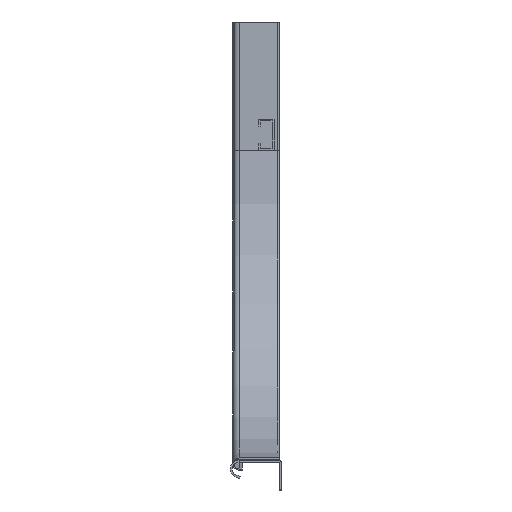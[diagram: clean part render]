
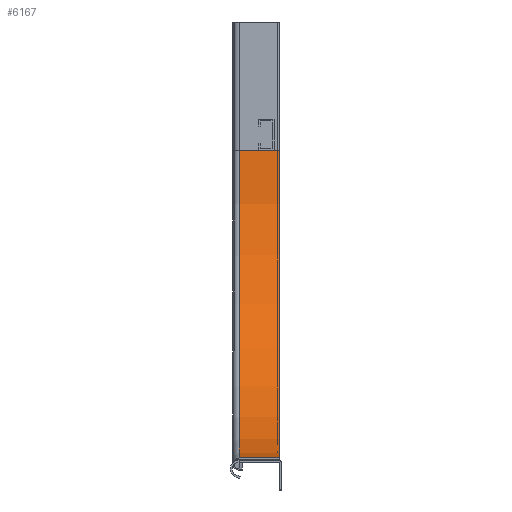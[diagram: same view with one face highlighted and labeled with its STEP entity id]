
A CAD part, left-side view. The second image highlights one B-rep face of the part: STEP entity #6167.
In plain terms, the highlighted cylindrical face has radius 300 mm (diameter 600 mm), a partial arc.
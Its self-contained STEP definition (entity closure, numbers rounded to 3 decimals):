
#161 = DIRECTION ( 'NONE',  ( 0., -1., 0. ) ) ;
#305 = CARTESIAN_POINT ( 'NONE',  ( 300., 39., -425. ) ) ;
#1482 = EDGE_CURVE ( 'NONE', #7830, #3237, #4313, .T. ) ;
#2078 = DIRECTION ( 'NONE',  ( 0., -1., 0. ) ) ;
#2537 = LINE ( 'NONE', #14479, #8628 ) ;
#3126 = EDGE_LOOP ( 'NONE', ( #3607, #3790, #9133, #4388 ) ) ;
#3237 = VERTEX_POINT ( 'NONE', #13840 ) ;
#3243 = EDGE_CURVE ( 'NONE', #14636, #4462, #6536, .T. ) ;
#3607 = ORIENTED_EDGE ( 'NONE', *, *, #7289, .F. ) ;
#3790 = ORIENTED_EDGE ( 'NONE', *, *, #1482, .T. ) ;
#4021 = DIRECTION ( 'NONE',  ( 0., -1., 0. ) ) ;
#4144 = CARTESIAN_POINT ( 'NONE',  ( 300., 2.25, -425. ) ) ;
#4247 = DIRECTION ( 'NONE',  ( 0., 1., 0. ) ) ;
#4313 = CIRCLE ( 'NONE', #12713, 300. ) ;
#4388 = ORIENTED_EDGE ( 'NONE', *, *, #3243, .F. ) ;
#4462 = VERTEX_POINT ( 'NONE', #305 ) ;
#4608 = CARTESIAN_POINT ( 'NONE',  ( 300., 0., -125. ) ) ;
#6167 = ADVANCED_FACE ( 'NONE', ( #8854 ), #11517, .F. ) ;
#6408 = AXIS2_PLACEMENT_3D ( 'NONE', #7075, #161, #8206 ) ;
#6409 = VECTOR ( 'NONE', #7576, 1000. ) ;
#6536 = CIRCLE ( 'NONE', #6408, 300. ) ;
#6640 = DIRECTION ( 'NONE',  ( 0., 0., -1. ) ) ;
#7075 = CARTESIAN_POINT ( 'NONE',  ( 300., 39., -125. ) ) ;
#7289 = EDGE_CURVE ( 'NONE', #7830, #14636, #2537, .T. ) ;
#7576 = DIRECTION ( 'NONE',  ( 0., 1., 0. ) ) ;
#7830 = VERTEX_POINT ( 'NONE', #12026 ) ;
#8206 = DIRECTION ( 'NONE',  ( 0., 0., -1. ) ) ;
#8289 = CARTESIAN_POINT ( 'NONE',  ( 0., 39., -125. ) ) ;
#8628 = VECTOR ( 'NONE', #4247, 1000. ) ;
#8854 = FACE_OUTER_BOUND ( 'NONE', #3126, .T. ) ;
#8930 = AXIS2_PLACEMENT_3D ( 'NONE', #8932, #2078, #6640 ) ;
#8932 = CARTESIAN_POINT ( 'NONE',  ( 300., 0., -125. ) ) ;
#9034 = DIRECTION ( 'NONE',  ( 1., 0., 0. ) ) ;
#9133 = ORIENTED_EDGE ( 'NONE', *, *, #14240, .T. ) ;
#11517 = CYLINDRICAL_SURFACE ( 'NONE', #8930, 300. ) ;
#12026 = CARTESIAN_POINT ( 'NONE',  ( 0., 0., -125. ) ) ;
#12713 = AXIS2_PLACEMENT_3D ( 'NONE', #4608, #4021, #9034 ) ;
#13840 = CARTESIAN_POINT ( 'NONE',  ( 300., 0., -425. ) ) ;
#14240 = EDGE_CURVE ( 'NONE', #3237, #4462, #14782, .T. ) ;
#14479 = CARTESIAN_POINT ( 'NONE',  ( 0., 2.25, -125. ) ) ;
#14636 = VERTEX_POINT ( 'NONE', #8289 ) ;
#14782 = LINE ( 'NONE', #4144, #6409 ) ;
